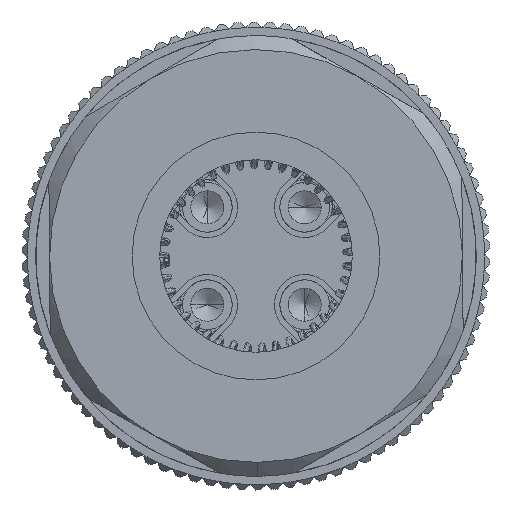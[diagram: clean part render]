
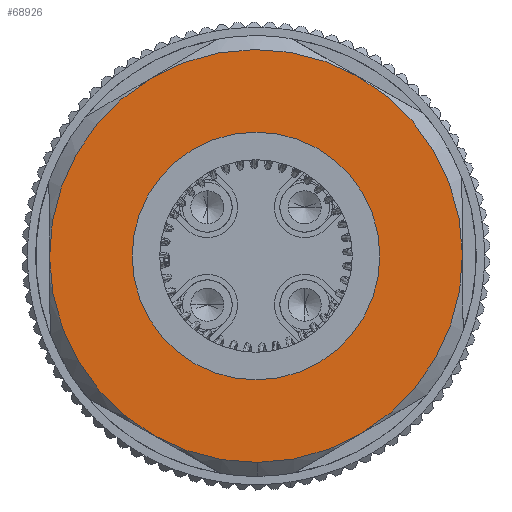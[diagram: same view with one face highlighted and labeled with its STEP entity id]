
A CAD part, left-side view. The second image highlights one B-rep face of the part: STEP entity #68926.
In plain terms, the highlighted planar face has unit normal (-1, 0, 0).
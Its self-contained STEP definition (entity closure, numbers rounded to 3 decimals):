
#119 = CARTESIAN_POINT ( 'NONE',  ( 0., 3.75, 6.495 ) ) ;
#1611 = CIRCLE ( 'NONE', #14921, 7.5 ) ;
#1659 = DIRECTION ( 'NONE',  ( -1., 0., 0. ) ) ;
#2936 = CIRCLE ( 'NONE', #80128, 7.5 ) ;
#4273 = DIRECTION ( 'NONE',  ( 0., 0., -1. ) ) ;
#6640 = VERTEX_POINT ( 'NONE', #78107 ) ;
#6914 = EDGE_CURVE ( 'NONE', #41124, #44887, #23619, .T. ) ;
#8907 = VERTEX_POINT ( 'NONE', #34249 ) ;
#10184 = CARTESIAN_POINT ( 'NONE',  ( 0., 4.5, 0. ) ) ;
#10244 = DIRECTION ( 'NONE',  ( -1., 0., 0. ) ) ;
#10992 = CARTESIAN_POINT ( 'NONE',  ( 0., 0., 0. ) ) ;
#11060 = CARTESIAN_POINT ( 'NONE',  ( 0., 0., 0. ) ) ;
#12533 = ORIENTED_EDGE ( 'NONE', *, *, #54928, .T. ) ;
#13152 = ORIENTED_EDGE ( 'NONE', *, *, #21908, .F. ) ;
#14015 = EDGE_CURVE ( 'NONE', #44887, #45673, #53385, .T. ) ;
#14239 = CARTESIAN_POINT ( 'NONE',  ( 0., 0., -7.5 ) ) ;
#14395 = AXIS2_PLACEMENT_3D ( 'NONE', #21564, #66115, #66529 ) ;
#14921 = AXIS2_PLACEMENT_3D ( 'NONE', #72085, #1659, #47075 ) ;
#15248 = EDGE_CURVE ( 'NONE', #77558, #34147, #2936, .T. ) ;
#17286 = DIRECTION ( 'NONE',  ( 0., 0., -1. ) ) ;
#17612 = DIRECTION ( 'NONE',  ( 0., 0., -1. ) ) ;
#18939 = CARTESIAN_POINT ( 'NONE',  ( 0., 0., 0. ) ) ;
#21564 = CARTESIAN_POINT ( 'NONE',  ( 0., 0., 0. ) ) ;
#21908 = EDGE_CURVE ( 'NONE', #39786, #6640, #59611, .T. ) ;
#23619 = CIRCLE ( 'NONE', #35555, 7.5 ) ;
#24318 = FACE_BOUND ( 'NONE', #37057, .T. ) ;
#24335 = DIRECTION ( 'NONE',  ( 0., 0., 1. ) ) ;
#29754 = DIRECTION ( 'NONE',  ( -1., 0., 0. ) ) ;
#30976 = CARTESIAN_POINT ( 'NONE',  ( 0., 0., 0. ) ) ;
#30980 = DIRECTION ( 'NONE',  ( -1., 0., 0. ) ) ;
#31476 = EDGE_LOOP ( 'NONE', ( #42719, #52896, #12533, #39680, #55723, #49511, #44695 ) ) ;
#33725 = DIRECTION ( 'NONE',  ( 0., 0., -1. ) ) ;
#34147 = VERTEX_POINT ( 'NONE', #14239 ) ;
#34249 = CARTESIAN_POINT ( 'NONE',  ( 0., -3.75, -6.495 ) ) ;
#35555 = AXIS2_PLACEMENT_3D ( 'NONE', #35970, #73902, #4273 ) ;
#35970 = CARTESIAN_POINT ( 'NONE',  ( 0., 0., 0. ) ) ;
#36524 = CARTESIAN_POINT ( 'NONE',  ( 0., 0., 4.5 ) ) ;
#36816 = DIRECTION ( 'NONE',  ( -1., 0., 0. ) ) ;
#37057 = EDGE_LOOP ( 'NONE', ( #13152, #50005 ) ) ;
#39208 = CIRCLE ( 'NONE', #44540, 7.5 ) ;
#39680 = ORIENTED_EDGE ( 'NONE', *, *, #64996, .T. ) ;
#39786 = VERTEX_POINT ( 'NONE', #36524 ) ;
#41124 = VERTEX_POINT ( 'NONE', #61547 ) ;
#42719 = ORIENTED_EDGE ( 'NONE', *, *, #70651, .T. ) ;
#44323 = DIRECTION ( 'NONE',  ( 0., 0., -1. ) ) ;
#44540 = AXIS2_PLACEMENT_3D ( 'NONE', #18939, #30980, #44323 ) ;
#44695 = ORIENTED_EDGE ( 'NONE', *, *, #14015, .T. ) ;
#44887 = VERTEX_POINT ( 'NONE', #119 ) ;
#45673 = VERTEX_POINT ( 'NONE', #58244 ) ;
#45704 = AXIS2_PLACEMENT_3D ( 'NONE', #49262, #56713, #17612 ) ;
#47075 = DIRECTION ( 'NONE',  ( 0., 0., -1. ) ) ;
#48325 = CIRCLE ( 'NONE', #45704, 7.5 ) ;
#48924 = FACE_OUTER_BOUND ( 'NONE', #31476, .T. ) ;
#48933 = CARTESIAN_POINT ( 'NONE',  ( 0., 3.75, -6.495 ) ) ;
#49137 = AXIS2_PLACEMENT_3D ( 'NONE', #11060, #10244, #74425 ) ;
#49262 = CARTESIAN_POINT ( 'NONE',  ( 0., 0., 0. ) ) ;
#49511 = ORIENTED_EDGE ( 'NONE', *, *, #6914, .T. ) ;
#50005 = ORIENTED_EDGE ( 'NONE', *, *, #56143, .F. ) ;
#52896 = ORIENTED_EDGE ( 'NONE', *, *, #15248, .T. ) ;
#53171 = CIRCLE ( 'NONE', #81100, 4.5 ) ;
#53385 = CIRCLE ( 'NONE', #58685, 7.5 ) ;
#54928 = EDGE_CURVE ( 'NONE', #34147, #8907, #81042, .T. ) ;
#55723 = ORIENTED_EDGE ( 'NONE', *, *, #63939, .T. ) ;
#56143 = EDGE_CURVE ( 'NONE', #6640, #39786, #53171, .T. ) ;
#56713 = DIRECTION ( 'NONE',  ( -1., 0., 0. ) ) ;
#58244 = CARTESIAN_POINT ( 'NONE',  ( 0., 7.5, 0. ) ) ;
#58685 = AXIS2_PLACEMENT_3D ( 'NONE', #10992, #29754, #74748 ) ;
#59563 = CARTESIAN_POINT ( 'NONE',  ( 0., 0., 0. ) ) ;
#59611 = CIRCLE ( 'NONE', #14395, 4.5 ) ;
#61532 = AXIS2_PLACEMENT_3D ( 'NONE', #10184, #80613, #17286 ) ;
#61547 = CARTESIAN_POINT ( 'NONE',  ( 0., -3.75, 6.495 ) ) ;
#63939 = EDGE_CURVE ( 'NONE', #65257, #41124, #1611, .T. ) ;
#64926 = CARTESIAN_POINT ( 'NONE',  ( 0., -7.5, 0. ) ) ;
#64996 = EDGE_CURVE ( 'NONE', #8907, #65257, #39208, .T. ) ;
#65257 = VERTEX_POINT ( 'NONE', #64926 ) ;
#66115 = DIRECTION ( 'NONE',  ( -1., 0., 0. ) ) ;
#66529 = DIRECTION ( 'NONE',  ( 0., 0., 1. ) ) ;
#66615 = DIRECTION ( 'NONE',  ( -1., 0., 0. ) ) ;
#68926 = ADVANCED_FACE ( 'NONE', ( #48924, #24318 ), #81015, .F. ) ;
#70651 = EDGE_CURVE ( 'NONE', #45673, #77558, #48325, .T. ) ;
#72085 = CARTESIAN_POINT ( 'NONE',  ( 0., 0., 0. ) ) ;
#73902 = DIRECTION ( 'NONE',  ( -1., 0., 0. ) ) ;
#74425 = DIRECTION ( 'NONE',  ( 0., 0., -1. ) ) ;
#74748 = DIRECTION ( 'NONE',  ( 0., 0., -1. ) ) ;
#77558 = VERTEX_POINT ( 'NONE', #48933 ) ;
#78107 = CARTESIAN_POINT ( 'NONE',  ( 0., 0., -4.5 ) ) ;
#80128 = AXIS2_PLACEMENT_3D ( 'NONE', #59563, #66615, #33725 ) ;
#80613 = DIRECTION ( 'NONE',  ( 1., 0., 0. ) ) ;
#81015 = PLANE ( 'NONE',  #61532 ) ;
#81042 = CIRCLE ( 'NONE', #49137, 7.5 ) ;
#81100 = AXIS2_PLACEMENT_3D ( 'NONE', #30976, #36816, #24335 ) ;
